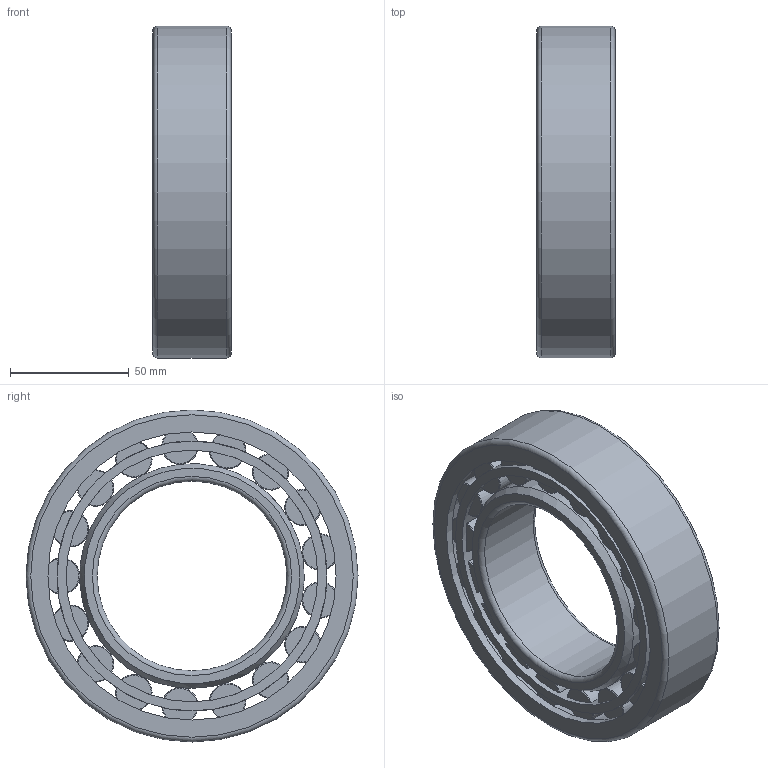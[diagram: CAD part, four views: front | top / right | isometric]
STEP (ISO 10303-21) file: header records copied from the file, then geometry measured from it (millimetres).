
FILE_DESCRIPTION(/* description */ (''),/* implementation_level */ '2;1');
FILE_NAME(/* name */ 'ISO 15 - 80 x 140 x 33.stp',/* time_stamp */ '2020-09-04T00:25:16+05:00',/* author */ ('Дом'),/* organization */ (''),/* preprocessor_version */ 'ST-DEVELOPER v18.1',/* originating_system */ 'Autodesk Inventor 2021',/* authorisation */ '');
FILE_SCHEMA (('AUTOMOTIVE_DESIGN { 1 0 10303 214 3 1 1 }'));
Length unit declared in the file: millimetre
Products named in the file (1): cilindricni leћaj ulaz u multiplikator_ISO 15 RCR - 2280 -
 18,SI,NC,18
Bounding box: 33 x 140 x 140 mm (x, y, z)
Volume: 262497.2 mm3; surface area: 87531.1 mm2
Topology: 1 solids, 1 shells, 226 faces, 660 edges, 440 vertices
Faces by surface type: cylinder 76, plane 76, torus 72, cone 2
Full cylindrical faces by diameter (mm): 80 x1, 94.7 x1, 106.172 x1, 113.828 x1, 121.475 x2, 125.3 x1, 140 x1
Entity records: 11624 total; most frequent: CARTESIAN_POINT 5546, ORIENTED_EDGE 1320, DIRECTION 1218, EDGE_CURVE 660, AXIS2_PLACEMENT_3D 535, VERTEX_POINT 440, CIRCLE 308, EDGE_LOOP 300
